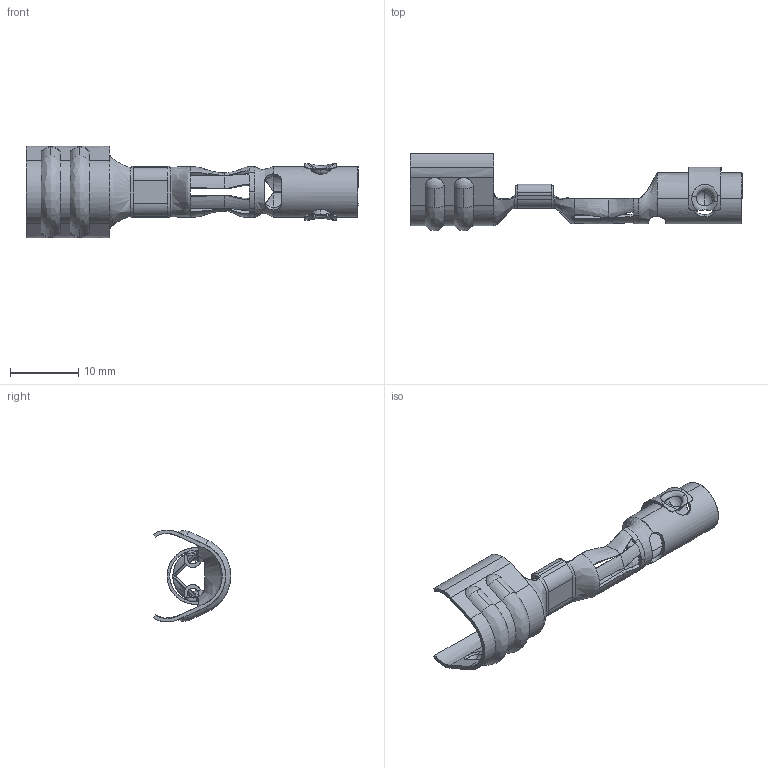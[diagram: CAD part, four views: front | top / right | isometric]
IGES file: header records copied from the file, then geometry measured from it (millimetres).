
Start section: SolidWorks IGES file using analytic representation for surfaces
Global section: file name: CC199.IGS; native system: SolidWorks 2019; preprocessor: SolidWorks 2019; author: sjohnson; date: 191106.092441; units: inch
Bounding box: 48.77 x 11.41 x 13.5 mm (x, y, z)
Surface area: 2121.6 mm2 (no closed solid volume)
Topology: 0 solids, 0 shells, 266 faces, 2728 edges, 2724 vertices
Faces by surface type: bspline 170, revolution 96
